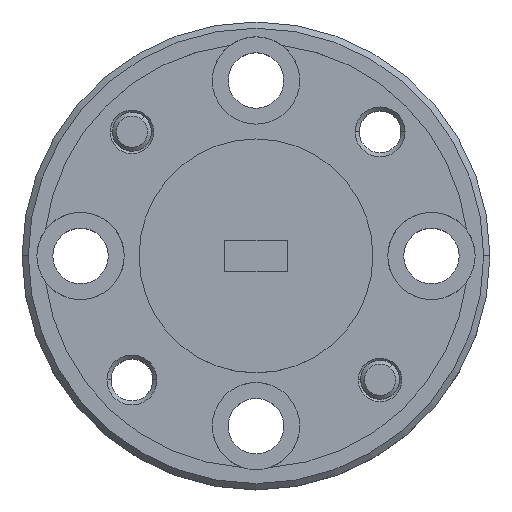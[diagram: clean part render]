
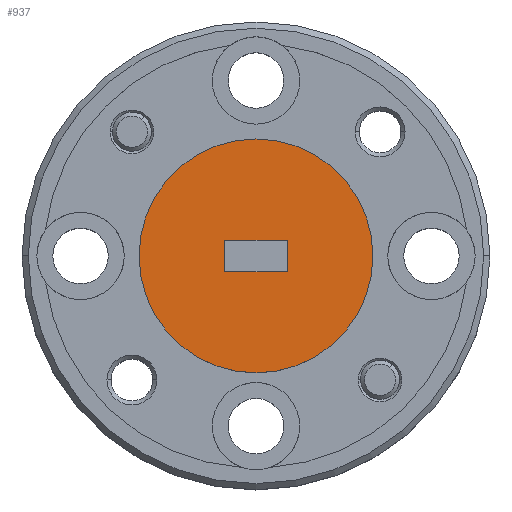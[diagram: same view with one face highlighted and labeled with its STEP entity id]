
A CAD part, top view. The second image highlights one B-rep face of the part: STEP entity #937.
In plain terms, the highlighted planar face has unit normal (0, 0, 1).
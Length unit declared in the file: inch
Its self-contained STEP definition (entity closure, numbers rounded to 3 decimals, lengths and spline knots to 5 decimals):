
#1 = CIRCLE ( 'NONE', #2049, 0.1875 ) ;
#8 = CARTESIAN_POINT ( 'NONE',  ( -3.10533, 0.12435, 2.04476 ) ) ;
#183 = CARTESIAN_POINT ( 'NONE',  ( -3.05533, 0.09935, 2.04476 ) ) ;
#223 = CARTESIAN_POINT ( 'NONE',  ( -3.05533, 0.09935, 2.04476 ) ) ;
#229 = CIRCLE ( 'NONE', #1988, 0.1875 ) ;
#326 = ORIENTED_EDGE ( 'NONE', *, *, #2200, .F. ) ;
#332 = VECTOR ( 'NONE', #1771, 39.37008 ) ;
#396 = LINE ( 'NONE', #550, #1280 ) ;
#455 = LINE ( 'NONE', #1012, #1486 ) ;
#473 = DIRECTION ( 'NONE',  ( -1., 0., 0. ) ) ;
#550 = CARTESIAN_POINT ( 'NONE',  ( -3.00533, 0.07435, 2.04476 ) ) ;
#577 = CARTESIAN_POINT ( 'NONE',  ( -2.86783, 0.09935, 2.04476 ) ) ;
#582 = EDGE_CURVE ( 'NONE', #2091, #1655, #229, .T. ) ;
#585 = ORIENTED_EDGE ( 'NONE', *, *, #2004, .F. ) ;
#658 = EDGE_CURVE ( 'NONE', #751, #1203, #2130, .T. ) ;
#668 = CARTESIAN_POINT ( 'NONE',  ( -3.05533, 0.09935, 2.04476 ) ) ;
#681 = EDGE_LOOP ( 'NONE', ( #585, #1665, #1728, #326 ) ) ;
#751 = VERTEX_POINT ( 'NONE', #1473 ) ;
#795 = AXIS2_PLACEMENT_3D ( 'NONE', #183, #1337, #929 ) ;
#815 = DIRECTION ( 'NONE',  ( 0., 0., 1. ) ) ;
#822 = ORIENTED_EDGE ( 'NONE', *, *, #582, .T. ) ;
#848 = DIRECTION ( 'NONE',  ( 1., 0., 0. ) ) ;
#929 = DIRECTION ( 'NONE',  ( 1., 0., 0. ) ) ;
#937 = ADVANCED_FACE ( 'NONE', ( #1324, #1890 ), #2257, .T. ) ;
#961 = LINE ( 'NONE', #1947, #332 ) ;
#1012 = CARTESIAN_POINT ( 'NONE',  ( -3.10533, 0.07435, 2.04476 ) ) ;
#1156 = DIRECTION ( 'NONE',  ( 1., 0., 0. ) ) ;
#1203 = VERTEX_POINT ( 'NONE', #8 ) ;
#1214 = DIRECTION ( 'NONE',  ( 0., -1., 0. ) ) ;
#1248 = EDGE_LOOP ( 'NONE', ( #822, #1852 ) ) ;
#1280 = VECTOR ( 'NONE', #1156, 39.37008 ) ;
#1324 = FACE_BOUND ( 'NONE', #681, .T. ) ;
#1337 = DIRECTION ( 'NONE',  ( 0., 0., 1. ) ) ;
#1431 = VECTOR ( 'NONE', #473, 39.37008 ) ;
#1469 = CARTESIAN_POINT ( 'NONE',  ( -3.00533, 0.07435, 2.04476 ) ) ;
#1473 = CARTESIAN_POINT ( 'NONE',  ( -3.00533, 0.12435, 2.04476 ) ) ;
#1486 = VECTOR ( 'NONE', #1214, 39.37008 ) ;
#1522 = EDGE_CURVE ( 'NONE', #1655, #2091, #1, .T. ) ;
#1541 = DIRECTION ( 'NONE',  ( 1., 0., 0. ) ) ;
#1655 = VERTEX_POINT ( 'NONE', #1794 ) ;
#1665 = ORIENTED_EDGE ( 'NONE', *, *, #658, .F. ) ;
#1728 = ORIENTED_EDGE ( 'NONE', *, *, #1952, .F. ) ;
#1771 = DIRECTION ( 'NONE',  ( 0., 1., 0. ) ) ;
#1784 = DIRECTION ( 'NONE',  ( 0., 0., 1. ) ) ;
#1794 = CARTESIAN_POINT ( 'NONE',  ( -3.24283, 0.09935, 2.04476 ) ) ;
#1830 = VERTEX_POINT ( 'NONE', #1469 ) ;
#1852 = ORIENTED_EDGE ( 'NONE', *, *, #1522, .T. ) ;
#1890 = FACE_OUTER_BOUND ( 'NONE', #1248, .T. ) ;
#1947 = CARTESIAN_POINT ( 'NONE',  ( -3.00533, 0.07435, 2.04476 ) ) ;
#1952 = EDGE_CURVE ( 'NONE', #1830, #751, #961, .T. ) ;
#1988 = AXIS2_PLACEMENT_3D ( 'NONE', #668, #1784, #848 ) ;
#1993 = CARTESIAN_POINT ( 'NONE',  ( -3.00533, 0.12435, 2.04476 ) ) ;
#2004 = EDGE_CURVE ( 'NONE', #1203, #2385, #455, .T. ) ;
#2049 = AXIS2_PLACEMENT_3D ( 'NONE', #223, #815, #1541 ) ;
#2091 = VERTEX_POINT ( 'NONE', #577 ) ;
#2130 = LINE ( 'NONE', #1993, #1431 ) ;
#2200 = EDGE_CURVE ( 'NONE', #2385, #1830, #396, .T. ) ;
#2257 = PLANE ( 'NONE',  #795 ) ;
#2353 = CARTESIAN_POINT ( 'NONE',  ( -3.10533, 0.07435, 2.04476 ) ) ;
#2385 = VERTEX_POINT ( 'NONE', #2353 ) ;
